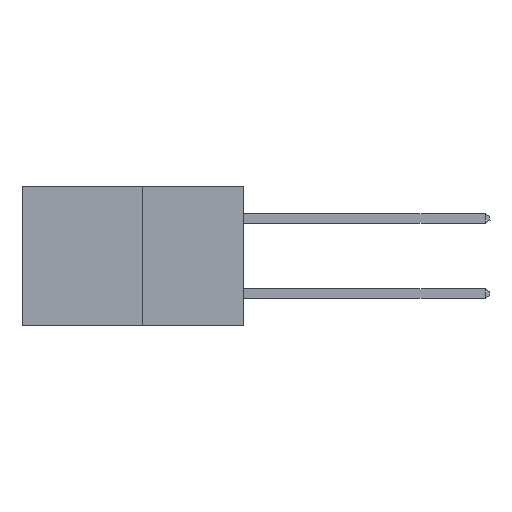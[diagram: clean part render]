
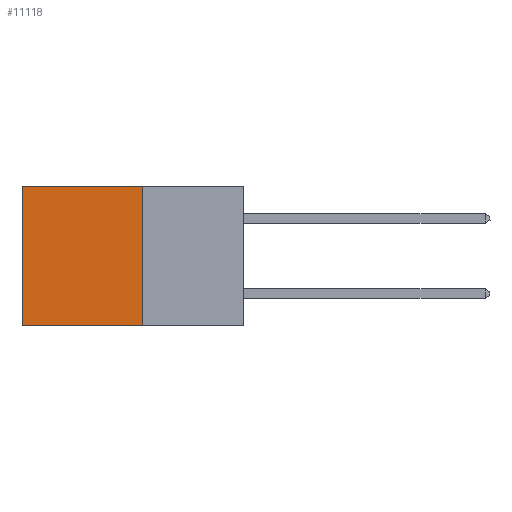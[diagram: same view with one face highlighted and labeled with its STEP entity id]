
A CAD part, left-side view. The second image highlights one B-rep face of the part: STEP entity #11118.
In plain terms, the highlighted planar face has unit normal (-1, 0, 0).
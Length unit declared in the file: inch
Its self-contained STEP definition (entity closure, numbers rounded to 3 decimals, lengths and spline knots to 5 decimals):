
#756 = ORIENTED_EDGE ( 'NONE', *, *, #11494, .T. ) ;
#1046 = FACE_OUTER_BOUND ( 'NONE', #11450, .T. ) ;
#1135 = CARTESIAN_POINT ( 'NONE',  ( 0.277, 0.59, 0. ) ) ;
#1439 = CARTESIAN_POINT ( 'NONE',  ( 0.277, 0.59, -0.37 ) ) ;
#1627 = EDGE_CURVE ( 'NONE', #4060, #7071, #10672, .T. ) ;
#2222 = VECTOR ( 'NONE', #8662, 39.37008 ) ;
#2757 = PLANE ( 'NONE',  #4929 ) ;
#2793 = LINE ( 'NONE', #1439, #3804 ) ;
#3004 = CARTESIAN_POINT ( 'NONE',  ( 0.277, 0.27, -0.37 ) ) ;
#3456 = ORIENTED_EDGE ( 'NONE', *, *, #1627, .F. ) ;
#3804 = VECTOR ( 'NONE', #8765, 39.37008 ) ;
#4033 = EDGE_CURVE ( 'NONE', #7071, #4834, #11427, .T. ) ;
#4060 = VERTEX_POINT ( 'NONE', #8231 ) ;
#4834 = VERTEX_POINT ( 'NONE', #4992 ) ;
#4929 = AXIS2_PLACEMENT_3D ( 'NONE', #5560, #11656, #6477 ) ;
#4992 = CARTESIAN_POINT ( 'NONE',  ( 0.277, 0.59, -0.37 ) ) ;
#5274 = DIRECTION ( 'NONE',  ( 0., 1., 0. ) ) ;
#5560 = CARTESIAN_POINT ( 'NONE',  ( 0.277, 0.27, -0.37 ) ) ;
#5860 = LINE ( 'NONE', #9696, #7723 ) ;
#6477 = DIRECTION ( 'NONE',  ( 0., 0., -1. ) ) ;
#6791 = ORIENTED_EDGE ( 'NONE', *, *, #9821, .T. ) ;
#7071 = VERTEX_POINT ( 'NONE', #3004 ) ;
#7723 = VECTOR ( 'NONE', #5274, 39.37008 ) ;
#7852 = DIRECTION ( 'NONE',  ( 0., 0., -1. ) ) ;
#8033 = CARTESIAN_POINT ( 'NONE',  ( 0.277, 0.27, -0.37 ) ) ;
#8231 = CARTESIAN_POINT ( 'NONE',  ( 0.277, 0.27, 0. ) ) ;
#8662 = DIRECTION ( 'NONE',  ( 0., 1., 0. ) ) ;
#8736 = CARTESIAN_POINT ( 'NONE',  ( 0.277, 0.27, -0.37 ) ) ;
#8765 = DIRECTION ( 'NONE',  ( 0., 0., -1. ) ) ;
#9696 = CARTESIAN_POINT ( 'NONE',  ( 0.277, 0.27, 0. ) ) ;
#9821 = EDGE_CURVE ( 'NONE', #4060, #10662, #5860, .T. ) ;
#10030 = ORIENTED_EDGE ( 'NONE', *, *, #4033, .F. ) ;
#10662 = VERTEX_POINT ( 'NONE', #1135 ) ;
#10672 = LINE ( 'NONE', #8033, #10959 ) ;
#10959 = VECTOR ( 'NONE', #7852, 39.37008 ) ;
#11118 = ADVANCED_FACE ( 'NONE', ( #1046 ), #2757, .F. ) ;
#11427 = LINE ( 'NONE', #8736, #2222 ) ;
#11450 = EDGE_LOOP ( 'NONE', ( #756, #10030, #3456, #6791 ) ) ;
#11494 = EDGE_CURVE ( 'NONE', #10662, #4834, #2793, .T. ) ;
#11656 = DIRECTION ( 'NONE',  ( 1., 0., 0. ) ) ;
